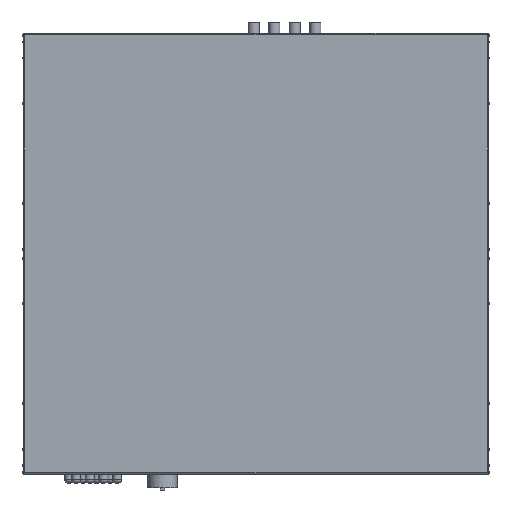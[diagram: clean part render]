
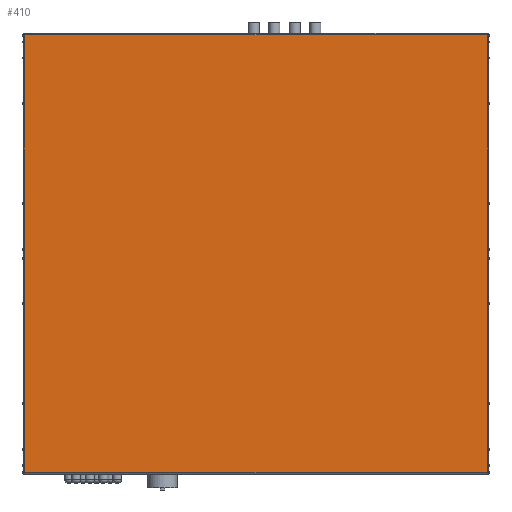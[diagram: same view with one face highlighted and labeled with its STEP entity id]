
A CAD part, front view. The second image highlights one B-rep face of the part: STEP entity #410.
In plain terms, the highlighted planar face has unit normal (0, -1, 0).
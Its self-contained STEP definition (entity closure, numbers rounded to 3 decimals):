
#98 = VERTEX_POINT ( 'NONE', #6148 ) ;
#167 = VERTEX_POINT ( 'NONE', #6241 ) ;
#169 = EDGE_CURVE ( 'NONE', #167, #98, #6240, .T. ) ;
#338 = EDGE_CURVE ( 'NONE', #21176, #340, #6504, .T. ) ;
#340 = VERTEX_POINT ( 'NONE', #6495 ) ;
#378 = ORIENTED_EDGE ( 'NONE', *, *, #379, .T. ) ;
#379 = EDGE_CURVE ( 'NONE', #403, #380, #6567, .T. ) ;
#380 = VERTEX_POINT ( 'NONE', #6563 ) ;
#381 = ORIENTED_EDGE ( 'NONE', *, *, #382, .T. ) ;
#382 = EDGE_CURVE ( 'NONE', #380, #340, #6562, .T. ) ;
#383 = ORIENTED_EDGE ( 'NONE', *, *, #338, .F. ) ;
#384 = ORIENTED_EDGE ( 'NONE', *, *, #21175, .F. ) ;
#385 = ORIENTED_EDGE ( 'NONE', *, *, #386, .F. ) ;
#386 = EDGE_CURVE ( 'NONE', #414, #21116, #6558, .T. ) ;
#390 = EDGE_CURVE ( 'NONE', #415, #98, #6607, .T. ) ;
#391 = ORIENTED_EDGE ( 'NONE', *, *, #169, .F. ) ;
#392 = ORIENTED_EDGE ( 'NONE', *, *, #393, .T. ) ;
#393 = EDGE_CURVE ( 'NONE', #167, #394, #6603, .T. ) ;
#394 = VERTEX_POINT ( 'NONE', #6599 ) ;
#395 = ORIENTED_EDGE ( 'NONE', *, *, #396, .T. ) ;
#396 = EDGE_CURVE ( 'NONE', #394, #397, #6598, .T. ) ;
#397 = VERTEX_POINT ( 'NONE', #6594 ) ;
#398 = ORIENTED_EDGE ( 'NONE', *, *, #399, .F. ) ;
#399 = EDGE_CURVE ( 'NONE', #400, #397, #6593, .T. ) ;
#400 = VERTEX_POINT ( 'NONE', #6589 ) ;
#401 = ORIENTED_EDGE ( 'NONE', *, *, #402, .F. ) ;
#402 = EDGE_CURVE ( 'NONE', #403, #400, #6588, .T. ) ;
#403 = VERTEX_POINT ( 'NONE', #6584 ) ;
#410 = ADVANCED_FACE ( 'NONE', ( #6635 ), #6633, .F. ) ;
#411 = EDGE_LOOP ( 'NONE', ( #412, #416, #391, #392, #395, #398, #401, #378, #381, #383, #384, #385 ) ) ;
#412 = ORIENTED_EDGE ( 'NONE', *, *, #413, .T. ) ;
#413 = EDGE_CURVE ( 'NONE', #414, #415, #6634, .T. ) ;
#414 = VERTEX_POINT ( 'NONE', #6625 ) ;
#415 = VERTEX_POINT ( 'NONE', #6624 ) ;
#416 = ORIENTED_EDGE ( 'NONE', *, *, #390, .T. ) ;
#6148 = CARTESIAN_POINT ( 'NONE',  ( 510., 0., 1.5 ) ) ;
#6237 = DIRECTION ( 'NONE',  ( 0., 0., -1. ) ) ;
#6238 = VECTOR ( 'NONE', #6237, 1000. ) ;
#6239 = CARTESIAN_POINT ( 'NONE',  ( 510., 0., 480.5 ) ) ;
#6240 = LINE ( 'NONE', #6239, #6238 ) ;
#6241 = CARTESIAN_POINT ( 'NONE',  ( 510., 0., 480.5 ) ) ;
#6495 = CARTESIAN_POINT ( 'NONE',  ( -510., 0., -480.5 ) ) ;
#6501 = DIRECTION ( 'NONE',  ( -1., 0., 0. ) ) ;
#6502 = VECTOR ( 'NONE', #6501, 1000. ) ;
#6503 = CARTESIAN_POINT ( 'NONE',  ( 1583.861, 0., -480.5 ) ) ;
#6504 = LINE ( 'NONE', #6503, #6502 ) ;
#6555 = DIRECTION ( 'NONE',  ( 1., 0., 0. ) ) ;
#6556 = VECTOR ( 'NONE', #6555, 1000. ) ;
#6557 = CARTESIAN_POINT ( 'NONE',  ( 482.821, 0., -1.5 ) ) ;
#6558 = LINE ( 'NONE', #6557, #6556 ) ;
#6559 = DIRECTION ( 'NONE',  ( 0., 0., -1. ) ) ;
#6560 = VECTOR ( 'NONE', #6559, 1000. ) ;
#6561 = CARTESIAN_POINT ( 'NONE',  ( -510., 0., 480.5 ) ) ;
#6562 = LINE ( 'NONE', #6561, #6560 ) ;
#6563 = CARTESIAN_POINT ( 'NONE',  ( -510., 0., -1.5 ) ) ;
#6564 = DIRECTION ( 'NONE',  ( -1., 0., 0. ) ) ;
#6565 = VECTOR ( 'NONE', #6564, 1000. ) ;
#6566 = CARTESIAN_POINT ( 'NONE',  ( -482.821, 0., -1.5 ) ) ;
#6567 = LINE ( 'NONE', #6566, #6565 ) ;
#6584 = CARTESIAN_POINT ( 'NONE',  ( -508.5, 0., -1.5 ) ) ;
#6585 = DIRECTION ( 'NONE',  ( 0., 0., 1. ) ) ;
#6586 = VECTOR ( 'NONE', #6585, 1000. ) ;
#6587 = CARTESIAN_POINT ( 'NONE',  ( -508.5, 0., 1.5 ) ) ;
#6588 = LINE ( 'NONE', #6587, #6586 ) ;
#6589 = CARTESIAN_POINT ( 'NONE',  ( -508.5, 0., 1.5 ) ) ;
#6590 = DIRECTION ( 'NONE',  ( -1., 0., 0. ) ) ;
#6591 = VECTOR ( 'NONE', #6590, 1000. ) ;
#6592 = CARTESIAN_POINT ( 'NONE',  ( -482.821, 0., 1.5 ) ) ;
#6593 = LINE ( 'NONE', #6592, #6591 ) ;
#6594 = CARTESIAN_POINT ( 'NONE',  ( -510., 0., 1.5 ) ) ;
#6595 = DIRECTION ( 'NONE',  ( 0., 0., -1. ) ) ;
#6596 = VECTOR ( 'NONE', #6595, 1000. ) ;
#6597 = CARTESIAN_POINT ( 'NONE',  ( -510., 0., 480.5 ) ) ;
#6598 = LINE ( 'NONE', #6597, #6596 ) ;
#6599 = CARTESIAN_POINT ( 'NONE',  ( -510., 0., 480.5 ) ) ;
#6600 = DIRECTION ( 'NONE',  ( -1., 0., 0. ) ) ;
#6601 = VECTOR ( 'NONE', #6600, 1000. ) ;
#6602 = CARTESIAN_POINT ( 'NONE',  ( 1583.861, 0., 480.5 ) ) ;
#6603 = LINE ( 'NONE', #6602, #6601 ) ;
#6604 = DIRECTION ( 'NONE',  ( 1., 0., 0. ) ) ;
#6605 = VECTOR ( 'NONE', #6604, 1000. ) ;
#6606 = CARTESIAN_POINT ( 'NONE',  ( 482.821, 0., 1.5 ) ) ;
#6607 = LINE ( 'NONE', #6606, #6605 ) ;
#6624 = CARTESIAN_POINT ( 'NONE',  ( 508.5, 0., 1.5 ) ) ;
#6625 = CARTESIAN_POINT ( 'NONE',  ( 508.5, 0., -1.5 ) ) ;
#6626 = DIRECTION ( 'NONE',  ( 0., 0., 1. ) ) ;
#6627 = VECTOR ( 'NONE', #6626, 1000. ) ;
#6628 = CARTESIAN_POINT ( 'NONE',  ( 508.5, 0., 1.5 ) ) ;
#6629 = DIRECTION ( 'NONE',  ( 0., 0., 1. ) ) ;
#6630 = DIRECTION ( 'NONE',  ( 0., 1., 0. ) ) ;
#6631 = CARTESIAN_POINT ( 'NONE',  ( 1583.861, 0., 480.5 ) ) ;
#6632 = AXIS2_PLACEMENT_3D ( 'NONE', #6631, #6630, #6629 ) ;
#6633 = PLANE ( 'NONE',  #6632 ) ;
#6634 = LINE ( 'NONE', #6628, #6627 ) ;
#6635 = FACE_OUTER_BOUND ( 'NONE', #411, .T. ) ;
#21116 = VERTEX_POINT ( 'NONE', #27492 ) ;
#21175 = EDGE_CURVE ( 'NONE', #21116, #21176, #27557, .T. ) ;
#21176 = VERTEX_POINT ( 'NONE', #27553 ) ;
#27492 = CARTESIAN_POINT ( 'NONE',  ( 510., 0., -1.5 ) ) ;
#27553 = CARTESIAN_POINT ( 'NONE',  ( 510., 0., -480.5 ) ) ;
#27554 = DIRECTION ( 'NONE',  ( 0., 0., -1. ) ) ;
#27555 = VECTOR ( 'NONE', #27554, 1000. ) ;
#27556 = CARTESIAN_POINT ( 'NONE',  ( 510., 0., 480.5 ) ) ;
#27557 = LINE ( 'NONE', #27556, #27555 ) ;
